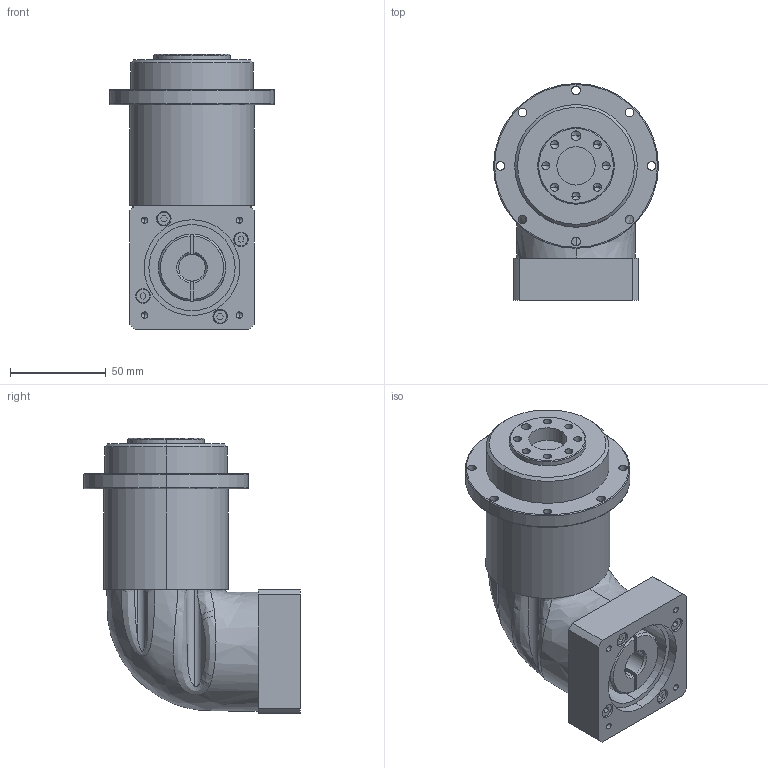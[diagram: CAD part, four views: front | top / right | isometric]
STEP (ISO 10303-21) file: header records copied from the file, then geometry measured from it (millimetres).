
FILE_DESCRIPTION (( 'STEP AP203' ), '1' );
FILE_NAME ('EVT64-L2-14-50-70.STEP', '2022-06-15T08:04:26', ( 'PC' ), ( 'Microsoft' ), 'SwSTEP 2.0', 'SolidWorks 2016', '' );
FILE_SCHEMA (( 'CONFIG_CONTROL_DESIGN' ));
Length unit declared in the file: millimetre
Products named in the file (1): EVT64-L2-14-50-70
Bounding box: 86 x 113 x 143.98 mm (x, y, z)
Volume: 535947.4 mm3; surface area: 60794.5 mm2
Topology: 1 solids, 1 shells, 203 faces, 498 edges, 306 vertices
Faces by surface type: cylinder 84, plane 61, cone 32, bspline 14, torus 12
Entity records: 9293 total; most frequent: CARTESIAN_POINT 4492, DIRECTION 1010, ORIENTED_EDGE 948, EDGE_CURVE 474, AXIS2_PLACEMENT_3D 400, VERTEX_POINT 306, EDGE_LOOP 252, CIRCLE 210
